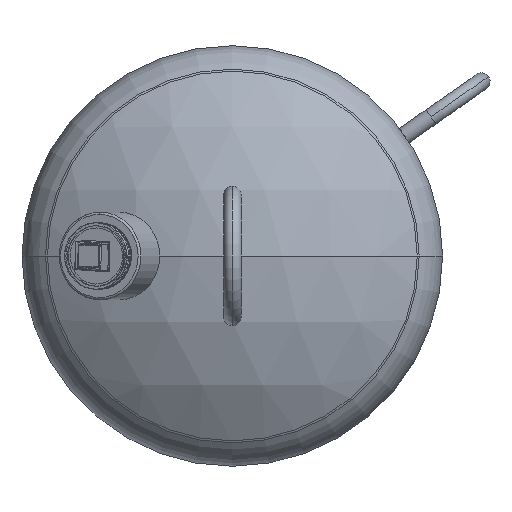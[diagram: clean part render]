
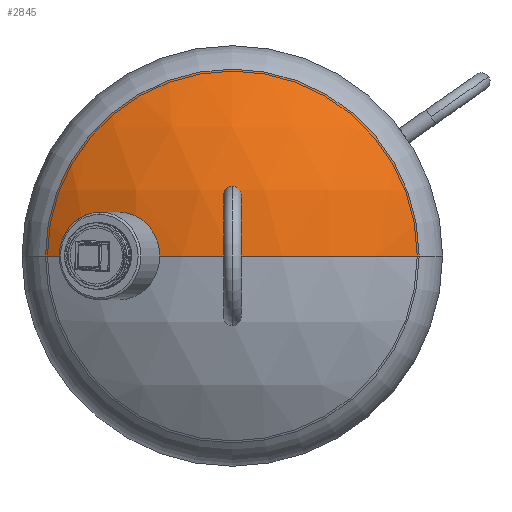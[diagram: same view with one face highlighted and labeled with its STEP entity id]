
A CAD part, left-side view. The second image highlights one B-rep face of the part: STEP entity #2845.
In plain terms, the highlighted spherical face has radius 231.115 mm.
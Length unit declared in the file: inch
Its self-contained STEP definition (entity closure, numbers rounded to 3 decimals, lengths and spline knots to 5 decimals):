
#556 = EDGE_CURVE ( 'NONE', #7073, #8591, #17220, .T. ) ;
#705 = CARTESIAN_POINT ( 'NONE',  ( 0., 0., 0. ) ) ;
#964 = ORIENTED_EDGE ( 'NONE', *, *, #556, .F. ) ;
#1087 = CARTESIAN_POINT ( 'NONE',  ( 1.73125, -5.33929, 0. ) ) ;
#1173 = DIRECTION ( 'NONE',  ( 0., 1., 0. ) ) ;
#1254 = DIRECTION ( 'NONE',  ( -1., 0., 0. ) ) ;
#2845 = ADVANCED_FACE ( 'NONE', ( #18267 ), #10068, .T. ) ;
#4394 = CIRCLE ( 'NONE', #16479, 5.33929 ) ;
#4624 = DIRECTION ( 'NONE',  ( 0., 0., -1. ) ) ;
#6077 = EDGE_LOOP ( 'NONE', ( #964, #18694, #19998 ) ) ;
#7008 = CIRCLE ( 'NONE', #16352, 9.099 ) ;
#7073 = VERTEX_POINT ( 'NONE', #705 ) ;
#7672 = DIRECTION ( 'NONE',  ( 0., 0., 1. ) ) ;
#7691 = DIRECTION ( 'NONE',  ( 0., -1., 0. ) ) ;
#8591 = VERTEX_POINT ( 'NONE', #13581 ) ;
#8834 = CARTESIAN_POINT ( 'NONE',  ( 1.73125, 0., 0. ) ) ;
#9161 = DIRECTION ( 'NONE',  ( 1., 0., 0. ) ) ;
#10068 = SPHERICAL_SURFACE ( 'NONE', #12387, 9.099 ) ;
#12199 = VERTEX_POINT ( 'NONE', #1087 ) ;
#12387 = AXIS2_PLACEMENT_3D ( 'NONE', #18897, #7672, #1173 ) ;
#13581 = CARTESIAN_POINT ( 'NONE',  ( 1.73125, 5.33929, 0. ) ) ;
#14071 = AXIS2_PLACEMENT_3D ( 'NONE', #16073, #4624, #1254 ) ;
#14187 = DIRECTION ( 'NONE',  ( 0., 0., 1. ) ) ;
#15433 = DIRECTION ( 'NONE',  ( 0., 1., 0. ) ) ;
#15588 = EDGE_CURVE ( 'NONE', #7073, #12199, #7008, .T. ) ;
#16073 = CARTESIAN_POINT ( 'NONE',  ( 9.099, 0., 0. ) ) ;
#16352 = AXIS2_PLACEMENT_3D ( 'NONE', #19024, #14187, #7691 ) ;
#16479 = AXIS2_PLACEMENT_3D ( 'NONE', #8834, #9161, #15433 ) ;
#17220 = CIRCLE ( 'NONE', #14071, 9.099 ) ;
#18267 = FACE_OUTER_BOUND ( 'NONE', #6077, .T. ) ;
#18694 = ORIENTED_EDGE ( 'NONE', *, *, #15588, .T. ) ;
#18897 = CARTESIAN_POINT ( 'NONE',  ( 9.099, 0., 0. ) ) ;
#19024 = CARTESIAN_POINT ( 'NONE',  ( 9.099, 0., 0. ) ) ;
#19107 = EDGE_CURVE ( 'NONE', #8591, #12199, #4394, .T. ) ;
#19998 = ORIENTED_EDGE ( 'NONE', *, *, #19107, .F. ) ;
